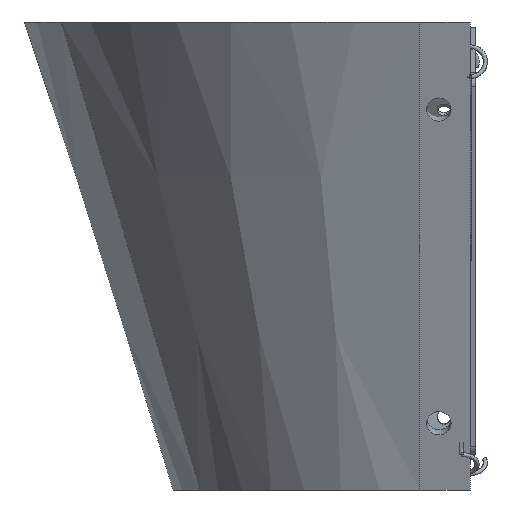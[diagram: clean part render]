
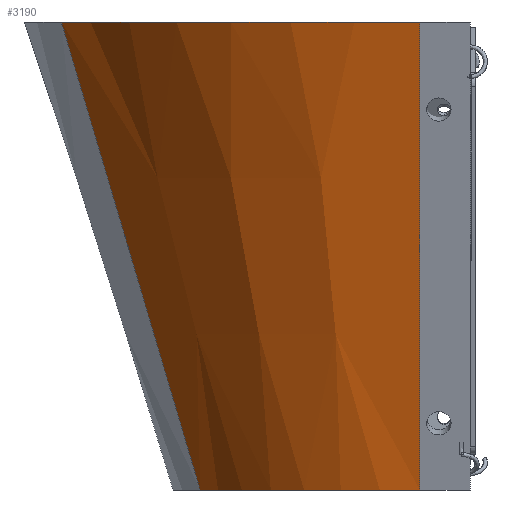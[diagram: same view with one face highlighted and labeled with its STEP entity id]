
A CAD part, left-side view. The second image highlights one B-rep face of the part: STEP entity #3190.
In plain terms, the highlighted conical face has half-angle 17.668 degrees and reference radius 89.5 mm.
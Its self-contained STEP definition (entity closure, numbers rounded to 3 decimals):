
#64=CONICAL_SURFACE('',#3606,89.5,0.308);
#394=FACE_OUTER_BOUND('',#622,.T.);
#622=EDGE_LOOP('',(#2801,#2802,#2803,#2804));
#910=LINE('',#5309,#1202);
#913=LINE('',#5321,#1205);
#1202=VECTOR('',#4378,10.);
#1205=VECTOR('',#4391,10.);
#1372=CIRCLE('',#3607,111.);
#1373=CIRCLE('',#3608,68.);
#1631=VERTEX_POINT('',#5306);
#1632=VERTEX_POINT('',#5308);
#1635=VERTEX_POINT('',#5318);
#1636=VERTEX_POINT('',#5320);
#2033=EDGE_CURVE('',#1632,#1631,#910,.T.);
#2038=EDGE_CURVE('',#1635,#1631,#1372,.T.);
#2039=EDGE_CURVE('',#1636,#1635,#913,.T.);
#2040=EDGE_CURVE('',#1636,#1632,#1373,.T.);
#2801=ORIENTED_EDGE('',*,*,#2033,.T.);
#2802=ORIENTED_EDGE('',*,*,#2038,.F.);
#2803=ORIENTED_EDGE('',*,*,#2039,.F.);
#2804=ORIENTED_EDGE('',*,*,#2040,.T.);
#3190=ADVANCED_FACE('',(#394),#64,.T.);
#3606=AXIS2_PLACEMENT_3D('',#5317,#4387,#4388);
#3607=AXIS2_PLACEMENT_3D('',#5319,#4389,#4390);
#3608=AXIS2_PLACEMENT_3D('',#5322,#4392,#4393);
#4378=DIRECTION('',(0.,-0.303,0.953));
#4387=DIRECTION('center_axis',(0.,0.,1.));
#4388=DIRECTION('ref_axis',(-0.932,-0.363,0.));
#4389=DIRECTION('center_axis',(0.,0.,1.));
#4390=DIRECTION('ref_axis',(-0.932,-0.363,0.));
#4391=DIRECTION('',(-0.283,-0.11,0.953));
#4392=DIRECTION('center_axis',(0.,0.,1.));
#4393=DIRECTION('ref_axis',(-0.932,-0.363,0.));
#5306=CARTESIAN_POINT('',(-14.5,-129.,67.5));
#5308=CARTESIAN_POINT('',(-14.5,-86.,-67.5));
#5309=CARTESIAN_POINT('',(-14.5,-86.,-67.5));
#5317=CARTESIAN_POINT('Origin',(-14.5,-18.,0.));
#5318=CARTESIAN_POINT('',(-117.912,-58.337,67.5));
#5319=CARTESIAN_POINT('Origin',(-14.5,-18.,67.5));
#5320=CARTESIAN_POINT('',(-77.851,-42.711,-67.5));
#5321=CARTESIAN_POINT('',(-77.851,-42.711,-67.5));
#5322=CARTESIAN_POINT('Origin',(-14.5,-18.,-67.5));
